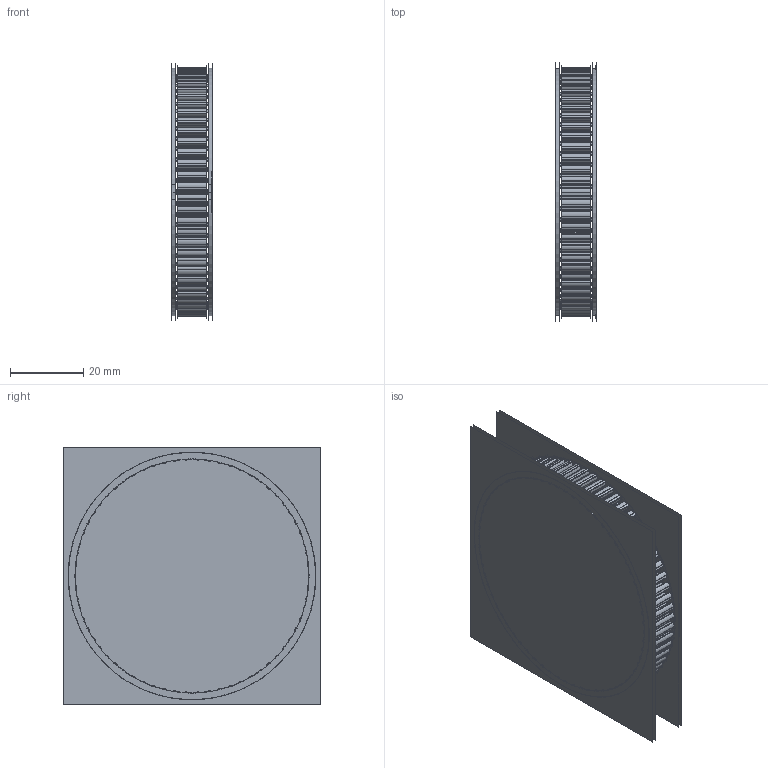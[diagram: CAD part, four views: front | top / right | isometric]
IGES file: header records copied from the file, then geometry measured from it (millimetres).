
Start section:  PTC IGES file: fe468m.igs
Global section: file name: fe468m.igs; native system: Creo Parametric by Parametric Technology Corporation; preprocessor: 2013150; author: sales 4; organization: Unknown; date: 20140324.142109; units: millimetre
Bounding box: 11.44 x 70.51 x 70.52 mm (x, y, z)
Volume: 4378.2 mm3; surface area: 143404.2 mm2
Topology: 67 solids, 67 shells, 4630 faces, 25090 edges, 32044 vertices
Faces by surface type: revolution 2648, bspline 1982
